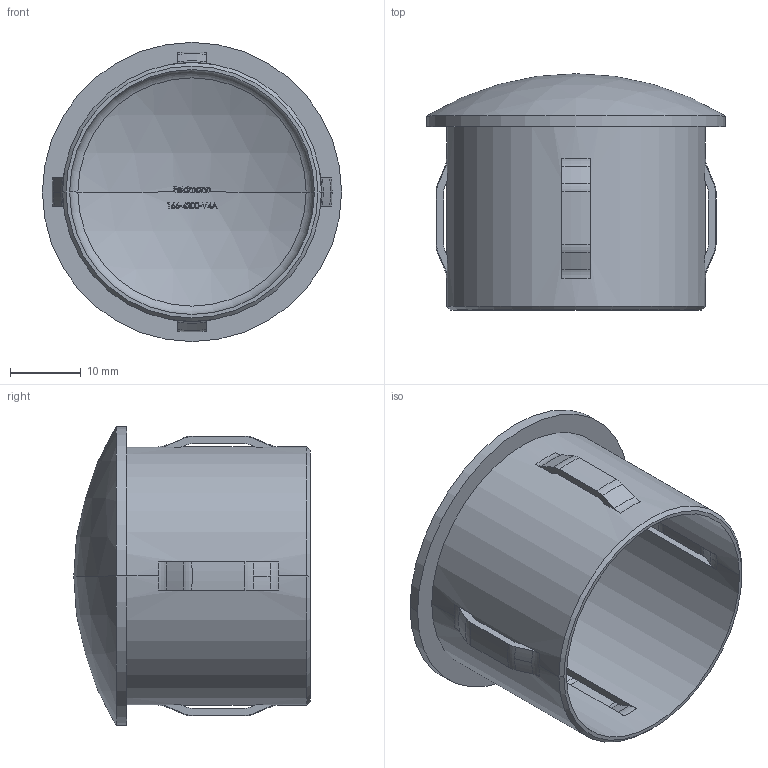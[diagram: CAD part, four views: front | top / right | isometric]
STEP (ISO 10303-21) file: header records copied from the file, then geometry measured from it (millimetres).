
FILE_DESCRIPTION (( 'STEP AP203' ), '1' );
FILE_NAME ('166-4200-V4A.STEP', '2020-08-26T08:24:57', ( '' ), ( '' ), 'SwSTEP 2.0', 'SolidWorks 2018', '' );
FILE_SCHEMA (( 'CONFIG_CONTROL_DESIGN' ));
Length unit declared in the file: millimetre
Products named in the file (1): 166-4200-V4A
Bounding box: 42.4 x 33.5 x 42.4 mm (x, y, z)
Volume: 5704.1 mm3; surface area: 9530.9 mm2
Topology: 1 solids, 1 shells, 355 faces, 983 edges, 642 vertices
Faces by surface type: plane 142, bspline 90, sphere 43, torus 42, cone 22, cylinder 16
Entity records: 15554 total; most frequent: CARTESIAN_POINT 6868, ORIENTED_EDGE 1966, DIRECTION 1610, EDGE_CURVE 983, AXIS2_PLACEMENT_3D 665, VERTEX_POINT 642, CIRCLE 399, EDGE_LOOP 383
